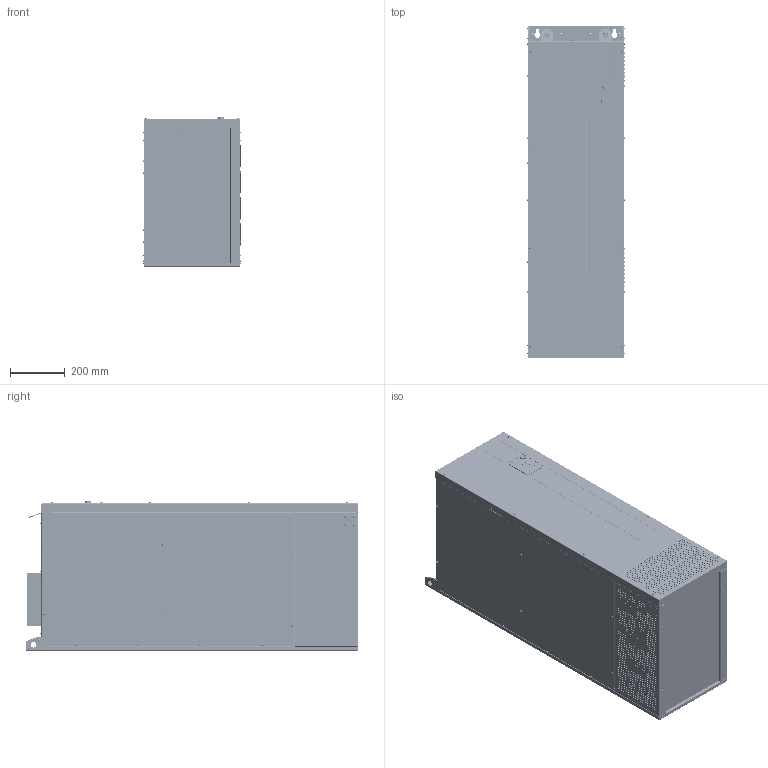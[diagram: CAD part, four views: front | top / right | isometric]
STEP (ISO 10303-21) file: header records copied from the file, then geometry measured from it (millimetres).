
FILE_DESCRIPTION (( 'STEP AP214' ), '1' );
FILE_NAME ('FC-431-H_1.STEP', '2025-04-11T14:29:53', ( '' ), ( '' ), 'SwSTEP 2.0', 'SolidWorks 2023', '' );
FILE_SCHEMA (( 'AUTOMOTIVE_DESIGN' ));
Length unit declared in the file: millimetre
Products named in the file (1): FC-431-H_1
Bounding box: 359.21 x 1207.56 x 546.81 mm (x, y, z)
Volume: 212930446.6 mm3; surface area: 4960864.9 mm2
Topology: 1 solids, 79 shells, 9402 faces, 23762 edges, 15127 vertices
Faces by surface type: plane 4774, cylinder 3261, bspline 494, sphere 350, torus 332, cone 191
Entity records: 318366 total; most frequent: CARTESIAN_POINT 87786, DIRECTION 47976, ORIENTED_EDGE 47522, EDGE_CURVE 23761, AXIS2_PLACEMENT_3D 16815, VERTEX_POINT 15127, LINE 14346, VECTOR 14346
